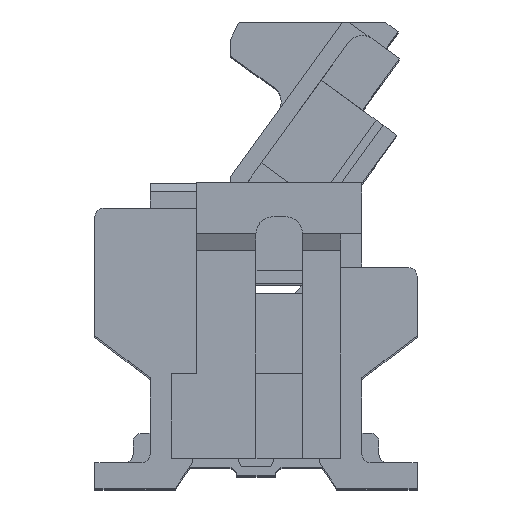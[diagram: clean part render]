
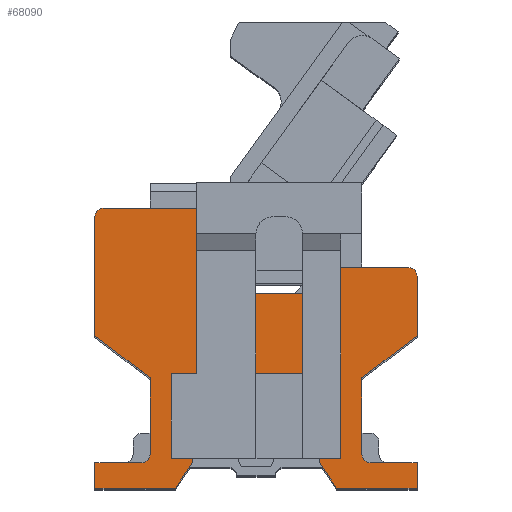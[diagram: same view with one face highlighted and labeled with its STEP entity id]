
A CAD part, top view. The second image highlights one B-rep face of the part: STEP entity #68090.
In plain terms, the highlighted planar face has unit normal (0, 0, 1).
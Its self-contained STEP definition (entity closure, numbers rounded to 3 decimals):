
#15530=CARTESIAN_POINT('',(0.25,-0.25,3.99));
#15540=VERTEX_POINT('',#15530);
#15570=CARTESIAN_POINT('',(0.25,-0.3,3.99));
#15580=DIRECTION('',(0.,1.,0.));
#15590=VECTOR('',#15580,1.);
#15600=LINE('',#15570,#15590);
#15610=CARTESIAN_POINT('',(0.25,0.65,3.99));
#15620=VERTEX_POINT('',#15610);
#15630=EDGE_CURVE('',#15540,#15620,#15600,.T.);
#21680=CARTESIAN_POINT('',(-0.25,-0.3,3.99));
#21690=VERTEX_POINT('',#21680);
#21720=CARTESIAN_POINT('',(-0.25,-0.3,3.99));
#21730=DIRECTION('',(0.,1.,0.));
#21740=VECTOR('',#21730,1.);
#21750=LINE('',#21720,#21740);
#21760=CARTESIAN_POINT('',(-0.25,-0.35,3.99));
#21770=VERTEX_POINT('',#21760);
#21780=EDGE_CURVE('',#21770,#21690,#21750,.T.);
#24500=CARTESIAN_POINT('',(-0.3,1.65,3.99));
#24510=VERTEX_POINT('',#24500);
#24540=CARTESIAN_POINT('',(-0.3,1.65,3.99));
#24550=DIRECTION('',(-1.,0.,0.));
#24560=VECTOR('',#24550,1.);
#24570=LINE('',#24540,#24560);
#24580=CARTESIAN_POINT('',(-1.35,1.65,3.99));
#24590=VERTEX_POINT('',#24580);
#24600=EDGE_CURVE('',#24510,#24590,#24570,.T.);
#27300=CARTESIAN_POINT('',(-2.,0.7,3.99));
#27310=VERTEX_POINT('',#27300);
#27340=CARTESIAN_POINT('',(-1.634,0.7,3.99));
#27350=DIRECTION('',(1.,0.,0.));
#27360=VECTOR('',#27350,1.);
#27370=LINE('',#27340,#27360);
#27380=CARTESIAN_POINT('',(0.,0.7,3.99));
#27390=VERTEX_POINT('',#27380);
#27400=EDGE_CURVE('',#27310,#27390,#27370,.T.);
#33710=CARTESIAN_POINT('',(0.,0.354,3.99));
#33720=DIRECTION('',(0.,-1.,0.));
#33730=VECTOR('',#33720,1.);
#33740=LINE('',#33710,#33730);
#33750=CARTESIAN_POINT('',(0.,-0.3,3.99));
#33760=VERTEX_POINT('',#33750);
#33770=EDGE_CURVE('',#27390,#33760,#33740,.T.);
#38900=CARTESIAN_POINT('',(-1.35,1.75,3.99));
#38910=DIRECTION('',(0.,0.,-1.));
#38920=DIRECTION('',(-1.,0.,0.));
#38930=AXIS2_PLACEMENT_3D('',#38900,#38910,#38920);
#38940=CIRCLE('',#38930,0.1);
#38950=CARTESIAN_POINT('',(-1.45,1.75,3.99));
#38960=VERTEX_POINT('',#38950);
#38970=EDGE_CURVE('',#24590,#38960,#38940,.T.);
#41670=CARTESIAN_POINT('',(-2.,-0.3,3.99));
#41680=VERTEX_POINT('',#41670);
#41710=CARTESIAN_POINT('',(-2.,0.354,3.99));
#41720=DIRECTION('',(0.,1.,0.));
#41730=VECTOR('',#41720,1.);
#41740=LINE('',#41710,#41730);
#41750=EDGE_CURVE('',#41680,#27310,#41740,.T.);
#45390=CARTESIAN_POINT('',(-2.8,2.55,3.99));
#45400=DIRECTION('',(0.,0.,-1.));
#45410=DIRECTION('',(-1.,0.,0.));
#45420=AXIS2_PLACEMENT_3D('',#45390,#45400,#45410);
#45430=CIRCLE('',#45420,0.1);
#45440=CARTESIAN_POINT('',(-2.9,2.55,3.99));
#45450=VERTEX_POINT('',#45440);
#45460=CARTESIAN_POINT('',(-2.8,2.65,3.99));
#45470=VERTEX_POINT('',#45460);
#45480=EDGE_CURVE('',#45450,#45470,#45430,.T.);
#58510=CARTESIAN_POINT('',(-1.75,-0.3,3.99));
#58520=VERTEX_POINT('',#58510);
#58550=CARTESIAN_POINT('',(-1.634,-0.3,3.99));
#58560=DIRECTION('',(1.,0.,0.));
#58570=VECTOR('',#58560,1.);
#58580=LINE('',#58550,#58570);
#58590=EDGE_CURVE('',#41680,#58520,#58580,.T.);
#58680=EDGE_CURVE('',#21690,#33760,#58580,.T.);
#60920=CARTESIAN_POINT('',(-2.25,0.65,3.99));
#60930=DIRECTION('',(-0.793,0.61,0.));
#60940=VECTOR('',#60930,1.);
#60950=LINE('',#60920,#60940);
#60960=CARTESIAN_POINT('',(-2.25,0.65,3.99));
#60970=VERTEX_POINT('',#60960);
#60980=CARTESIAN_POINT('',(-2.9,1.15,3.99));
#60990=VERTEX_POINT('',#60980);
#61000=EDGE_CURVE('',#60970,#60990,#60950,.T.);
#61440=CARTESIAN_POINT('',(-1.75,-0.35,3.99));
#61450=VERTEX_POINT('',#61440);
#61480=CARTESIAN_POINT('',(-1.75,-0.3,3.99));
#61490=DIRECTION('',(0.,1.,0.));
#61500=VECTOR('',#61490,1.);
#61510=LINE('',#61480,#61500);
#61520=EDGE_CURVE('',#61450,#58520,#61510,.T.);
#61670=CARTESIAN_POINT('',(-2.9,-0.65,3.99));
#61680=VERTEX_POINT('',#61670);
#61730=CARTESIAN_POINT('',(-0.3,-0.65,3.99));
#61740=DIRECTION('',(-1.,0.,0.));
#61750=VECTOR('',#61740,1.);
#61760=LINE('',#61730,#61750);
#61770=CARTESIAN_POINT('',(-1.95,-0.65,3.99));
#61780=VERTEX_POINT('',#61770);
#61790=EDGE_CURVE('',#61780,#61680,#61760,.T.);
#62250=CARTESIAN_POINT('',(-0.3,1.95,3.99));
#62260=DIRECTION('',(-1.,0.,0.));
#62270=VECTOR('',#62260,1.);
#62280=LINE('',#62250,#62270);
#62290=CARTESIAN_POINT('',(0.8,1.95,3.99));
#62300=VERTEX_POINT('',#62290);
#62310=CARTESIAN_POINT('',(-0.1,1.95,3.99));
#62320=VERTEX_POINT('',#62310);
#62330=EDGE_CURVE('',#62300,#62320,#62280,.T.);
#62760=CARTESIAN_POINT('',(-1.45,2.65,3.99));
#62770=VERTEX_POINT('',#62760);
#62800=CARTESIAN_POINT('',(-0.3,2.65,3.99));
#62810=DIRECTION('',(-1.,0.,0.));
#62820=VECTOR('',#62810,1.);
#62830=LINE('',#62800,#62820);
#62840=EDGE_CURVE('',#62770,#45470,#62830,.T.);
#63600=CARTESIAN_POINT('',(-2.35,-0.35,3.99));
#63610=VERTEX_POINT('',#63600);
#63640=CARTESIAN_POINT('',(-0.3,-0.35,3.99));
#63650=DIRECTION('',(-1.,0.,0.));
#63660=VECTOR('',#63650,1.);
#63670=LINE('',#63640,#63660);
#63680=CARTESIAN_POINT('',(-2.9,-0.35,3.99));
#63690=VERTEX_POINT('',#63680);
#63700=EDGE_CURVE('',#63610,#63690,#63670,.T.);
#63960=CARTESIAN_POINT('',(-0.1,1.85,3.99));
#63970=DIRECTION('',(0.,0.,-1.));
#63980=DIRECTION('',(-1.,0.,0.));
#63990=AXIS2_PLACEMENT_3D('',#63960,#63970,#63980);
#64000=CIRCLE('',#63990,0.1);
#64010=CARTESIAN_POINT('',(-0.2,1.85,3.99));
#64020=VERTEX_POINT('',#64010);
#64030=EDGE_CURVE('',#64020,#62320,#64000,.T.);
#64720=CARTESIAN_POINT('',(-2.9,-0.3,3.99));
#64730=DIRECTION('',(0.,1.,0.));
#64740=VECTOR('',#64730,1.);
#64750=LINE('',#64720,#64740);
#64760=EDGE_CURVE('',#61680,#63690,#64750,.T.);
#64980=CARTESIAN_POINT('',(0.9,-0.35,3.99));
#64990=VERTEX_POINT('',#64980);
#65020=CARTESIAN_POINT('',(-1.7,-0.35,3.99));
#65030=DIRECTION('',(1.,0.,0.));
#65040=VECTOR('',#65030,1.);
#65050=LINE('',#65020,#65040);
#65060=CARTESIAN_POINT('',(0.35,-0.35,3.99));
#65070=VERTEX_POINT('',#65060);
#65080=EDGE_CURVE('',#65070,#64990,#65050,.T.);
#65240=CARTESIAN_POINT('',(0.9,-0.3,3.99));
#65250=DIRECTION('',(0.,1.,0.));
#65260=VECTOR('',#65250,1.);
#65270=LINE('',#65240,#65260);
#65280=CARTESIAN_POINT('',(0.9,1.15,3.99));
#65290=VERTEX_POINT('',#65280);
#65300=CARTESIAN_POINT('',(0.9,1.85,3.99));
#65310=VERTEX_POINT('',#65300);
#65320=EDGE_CURVE('',#65290,#65310,#65270,.T.);
#65920=CARTESIAN_POINT('',(0.8,1.85,3.99));
#65930=DIRECTION('',(0.,0.,-1.));
#65940=DIRECTION('',(-1.,0.,0.));
#65950=AXIS2_PLACEMENT_3D('',#65920,#65930,#65940);
#65960=CIRCLE('',#65950,0.1);
#65970=EDGE_CURVE('',#62300,#65310,#65960,.T.);
#66080=CARTESIAN_POINT('',(0.25,0.65,3.99));
#66090=DIRECTION('',(0.793,0.61,0.));
#66100=VECTOR('',#66090,1.);
#66110=LINE('',#66080,#66100);
#66120=EDGE_CURVE('',#15620,#65290,#66110,.T.);
#66260=CARTESIAN_POINT('',(-0.05,-0.65,3.99));
#66270=DIRECTION('',(-0.555,0.832,0.));
#66280=VECTOR('',#66270,1.);
#66290=LINE('',#66260,#66280);
#66300=CARTESIAN_POINT('',(-0.05,-0.65,3.99));
#66310=VERTEX_POINT('',#66300);
#66320=EDGE_CURVE('',#66310,#21770,#66290,.T.);
#66510=CARTESIAN_POINT('',(-1.45,-0.3,3.99));
#66520=DIRECTION('',(0.,1.,0.));
#66530=VECTOR('',#66520,1.);
#66540=LINE('',#66510,#66530);
#66550=EDGE_CURVE('',#38960,#62770,#66540,.T.);
#66680=CARTESIAN_POINT('',(-0.2,-0.3,3.99));
#66690=DIRECTION('',(0.,1.,0.));
#66700=VECTOR('',#66690,1.);
#66710=LINE('',#66680,#66700);
#66720=CARTESIAN_POINT('',(-0.2,1.75,3.99));
#66730=VERTEX_POINT('',#66720);
#66740=EDGE_CURVE('',#66730,#64020,#66710,.T.);
#66900=CARTESIAN_POINT('',(-0.3,1.75,3.99));
#66910=DIRECTION('',(0.,0.,-1.));
#66920=DIRECTION('',(-1.,0.,0.));
#66930=AXIS2_PLACEMENT_3D('',#66900,#66910,#66920);
#66940=CIRCLE('',#66930,0.1);
#66950=EDGE_CURVE('',#66730,#24510,#66940,.T.);
#67210=CARTESIAN_POINT('',(-2.25,-0.25,3.99));
#67220=VERTEX_POINT('',#67210);
#67250=CARTESIAN_POINT('',(-2.35,-0.25,3.99));
#67260=DIRECTION('',(0.,0.,-1.));
#67270=DIRECTION('',(-1.,0.,0.));
#67280=AXIS2_PLACEMENT_3D('',#67250,#67260,#67270);
#67290=CIRCLE('',#67280,0.1);
#67300=EDGE_CURVE('',#67220,#63610,#67290,.T.);
#67360=CARTESIAN_POINT('',(0.151,1.185,3.99));
#67370=DIRECTION('',(0.,0.,1.));
#67380=DIRECTION('',(1.,0.,0.));
#67390=AXIS2_PLACEMENT_3D('',#67360,#67370,#67380);
#67400=PLANE('',#67390);
#67410=CARTESIAN_POINT('',(-2.9,-0.3,3.99));
#67420=DIRECTION('',(0.,1.,0.));
#67430=VECTOR('',#67420,1.);
#67440=LINE('',#67410,#67430);
#67450=EDGE_CURVE('',#60990,#45450,#67440,.T.);
#67460=ORIENTED_EDGE('',*,*,#67450,.F.);
#67470=ORIENTED_EDGE('',*,*,#45480,.F.);
#67480=ORIENTED_EDGE('',*,*,#62840,.T.);
#67490=ORIENTED_EDGE('',*,*,#66550,.T.);
#67500=ORIENTED_EDGE('',*,*,#38970,.T.);
#67510=ORIENTED_EDGE('',*,*,#24600,.T.);
#67520=ORIENTED_EDGE('',*,*,#66950,.T.);
#67530=ORIENTED_EDGE('',*,*,#66740,.F.);
#67540=ORIENTED_EDGE('',*,*,#64030,.F.);
#67550=ORIENTED_EDGE('',*,*,#62330,.T.);
#67560=ORIENTED_EDGE('',*,*,#65970,.F.);
#67570=ORIENTED_EDGE('',*,*,#65320,.T.);
#67580=ORIENTED_EDGE('',*,*,#66120,.T.);
#67590=ORIENTED_EDGE('',*,*,#15630,.T.);
#67600=CARTESIAN_POINT('',(0.35,-0.25,3.99));
#67610=DIRECTION('',(0.,0.,1.));
#67620=DIRECTION('',(1.,0.,0.));
#67630=AXIS2_PLACEMENT_3D('',#67600,#67610,#67620);
#67640=CIRCLE('',#67630,0.1);
#67650=EDGE_CURVE('',#15540,#65070,#67640,.T.);
#67660=ORIENTED_EDGE('',*,*,#67650,.F.);
#67670=ORIENTED_EDGE('',*,*,#65080,.F.);
#67680=CARTESIAN_POINT('',(0.9,-0.3,3.99));
#67690=DIRECTION('',(0.,1.,0.));
#67700=VECTOR('',#67690,1.);
#67710=LINE('',#67680,#67700);
#67720=CARTESIAN_POINT('',(0.9,-0.65,3.99));
#67730=VERTEX_POINT('',#67720);
#67740=EDGE_CURVE('',#67730,#64990,#67710,.T.);
#67750=ORIENTED_EDGE('',*,*,#67740,.T.);
#67760=CARTESIAN_POINT('',(-1.7,-0.65,3.99));
#67770=DIRECTION('',(1.,0.,0.));
#67780=VECTOR('',#67770,1.);
#67790=LINE('',#67760,#67780);
#67800=EDGE_CURVE('',#66310,#67730,#67790,.T.);
#67810=ORIENTED_EDGE('',*,*,#67800,.T.);
#67820=ORIENTED_EDGE('',*,*,#66320,.F.);
#67830=ORIENTED_EDGE('',*,*,#21780,.F.);
#67840=ORIENTED_EDGE('',*,*,#58680,.F.);
#67850=ORIENTED_EDGE('',*,*,#33770,.T.);
#67860=ORIENTED_EDGE('',*,*,#27400,.T.);
#67870=ORIENTED_EDGE('',*,*,#41750,.T.);
#67880=ORIENTED_EDGE('',*,*,#58590,.F.);
#67890=ORIENTED_EDGE('',*,*,#61520,.T.);
#67900=CARTESIAN_POINT('',(-1.95,-0.65,3.99));
#67910=DIRECTION('',(0.555,0.832,0.));
#67920=VECTOR('',#67910,1.);
#67930=LINE('',#67900,#67920);
#67940=EDGE_CURVE('',#61780,#61450,#67930,.T.);
#67950=ORIENTED_EDGE('',*,*,#67940,.T.);
#67960=ORIENTED_EDGE('',*,*,#61790,.F.);
#67970=ORIENTED_EDGE('',*,*,#64760,.F.);
#67980=ORIENTED_EDGE('',*,*,#63700,.T.);
#67990=ORIENTED_EDGE('',*,*,#67300,.T.);
#68000=CARTESIAN_POINT('',(-2.25,-0.3,3.99));
#68010=DIRECTION('',(0.,1.,0.));
#68020=VECTOR('',#68010,1.);
#68030=LINE('',#68000,#68020);
#68040=EDGE_CURVE('',#67220,#60970,#68030,.T.);
#68050=ORIENTED_EDGE('',*,*,#68040,.F.);
#68060=ORIENTED_EDGE('',*,*,#61000,.F.);
#68070=EDGE_LOOP('',(#68060,#68050,#67990,#67980,#67970,#67960,#67950,
#67890,#67880,#67870,#67860,#67850,#67840,#67830,#67820,#67810,#67750,
#67670,#67660,#67590,#67580,#67570,#67560,#67550,#67540,#67530,#67520,
#67510,#67500,#67490,#67480,#67470,#67460));
#68080=FACE_OUTER_BOUND('',#68070,.T.);
#68090=ADVANCED_FACE('',(#68080),#67400,.T.);
